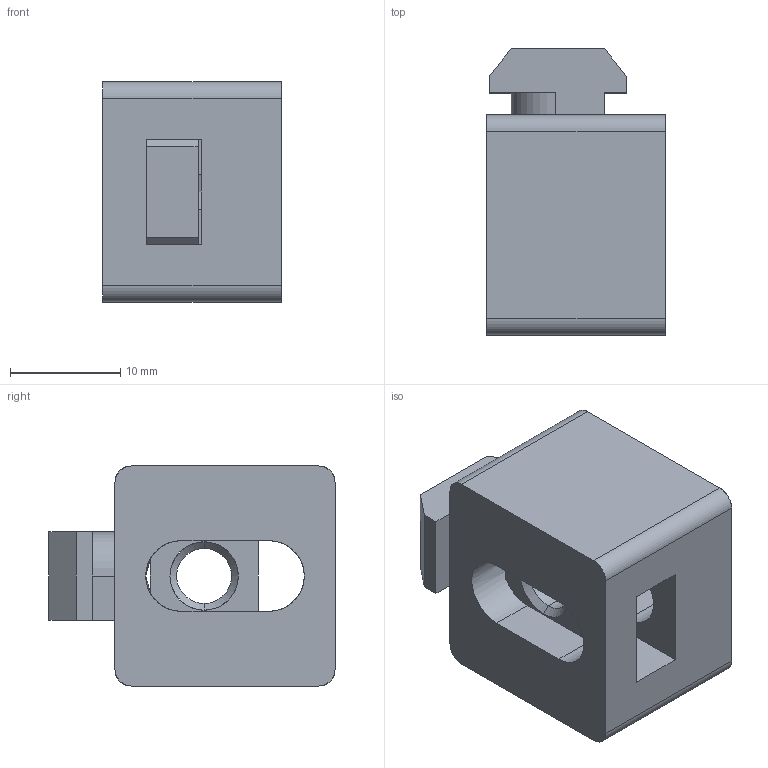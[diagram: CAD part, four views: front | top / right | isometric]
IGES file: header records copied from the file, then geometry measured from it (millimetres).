
Start section: SolidWorks IGES file using analytic representation for surfaces
Global section: file name: ALF-PC30.igs; native system: SolidWorks 2022; preprocessor: SolidWorks 2022; author: kb; date: 240813.160037; units: millimetre
Bounding box: 16.2 x 26 x 20 mm (x, y, z)
Surface area: 3270.4 mm2 (no closed solid volume)
Topology: 0 solids, 0 shells, 52 faces, 526 edges, 526 vertices
Faces by surface type: bspline 37, revolution 15
